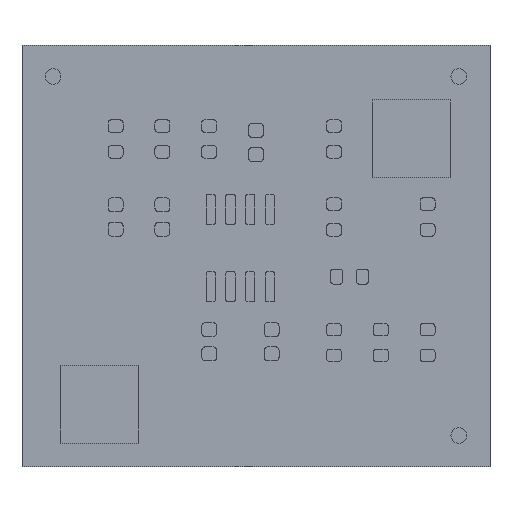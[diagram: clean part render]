
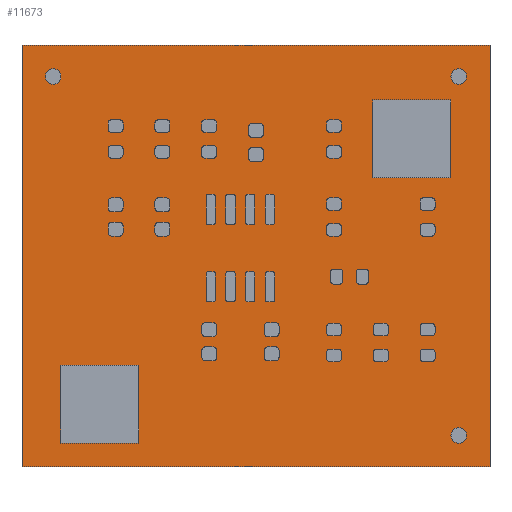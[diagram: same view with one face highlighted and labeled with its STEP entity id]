
A CAD part, top view. The second image highlights one B-rep face of the part: STEP entity #11673.
In plain terms, the highlighted planar face has unit normal (0, 0, 1).
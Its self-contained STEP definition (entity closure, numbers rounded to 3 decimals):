
#11544 = VERTEX_POINT('',#11545);
#11545 = CARTESIAN_POINT('',(30.,0.,1.51));
#11551 = EDGE_CURVE('',#11544,#11552,#11554,.T.);
#11552 = VERTEX_POINT('',#11553);
#11553 = CARTESIAN_POINT('',(0.,0.,1.51));
#11554 = LINE('',#11555,#11556);
#11555 = CARTESIAN_POINT('',(30.,0.,1.51));
#11556 = VECTOR('',#11557,1.);
#11557 = DIRECTION('',(-1.,0.,0.));
#11582 = EDGE_CURVE('',#11552,#11583,#11585,.T.);
#11583 = VERTEX_POINT('',#11584);
#11584 = CARTESIAN_POINT('',(0.,27.,1.51));
#11585 = LINE('',#11586,#11587);
#11586 = CARTESIAN_POINT('',(0.,0.,1.51));
#11587 = VECTOR('',#11588,1.);
#11588 = DIRECTION('',(0.,1.,0.));
#11613 = EDGE_CURVE('',#11583,#11614,#11616,.T.);
#11614 = VERTEX_POINT('',#11615);
#11615 = CARTESIAN_POINT('',(30.,27.,1.51));
#11616 = LINE('',#11617,#11618);
#11617 = CARTESIAN_POINT('',(0.,27.,1.51));
#11618 = VECTOR('',#11619,1.);
#11619 = DIRECTION('',(1.,0.,0.));
#11644 = EDGE_CURVE('',#11614,#11544,#11645,.T.);
#11645 = LINE('',#11646,#11647);
#11646 = CARTESIAN_POINT('',(30.,27.,1.51));
#11647 = VECTOR('',#11648,1.);
#11648 = DIRECTION('',(0.,-1.,0.));
#11673 = ADVANCED_FACE('',(#11674),#11680,.T.);
#11674 = FACE_BOUND('',#11675,.F.);
#11675 = EDGE_LOOP('',(#11676,#11677,#11678,#11679));
#11676 = ORIENTED_EDGE('',*,*,#11551,.T.);
#11677 = ORIENTED_EDGE('',*,*,#11582,.T.);
#11678 = ORIENTED_EDGE('',*,*,#11613,.T.);
#11679 = ORIENTED_EDGE('',*,*,#11644,.T.);
#11680 = PLANE('',#11681);
#11681 = AXIS2_PLACEMENT_3D('',#11682,#11683,#11684);
#11682 = CARTESIAN_POINT('',(0.,0.,1.51));
#11683 = DIRECTION('',(0.,0.,1.));
#11684 = DIRECTION('',(1.,0.,-0.));
